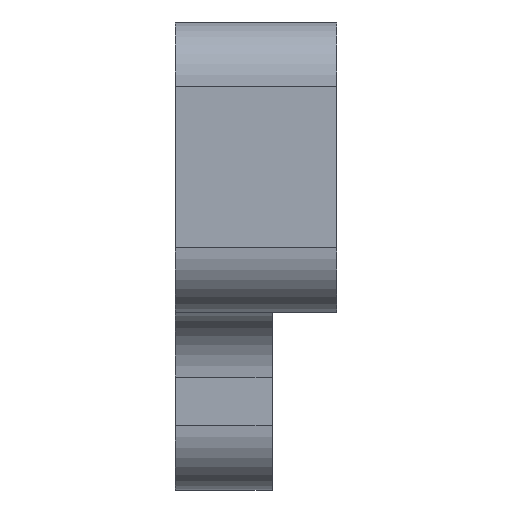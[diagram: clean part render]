
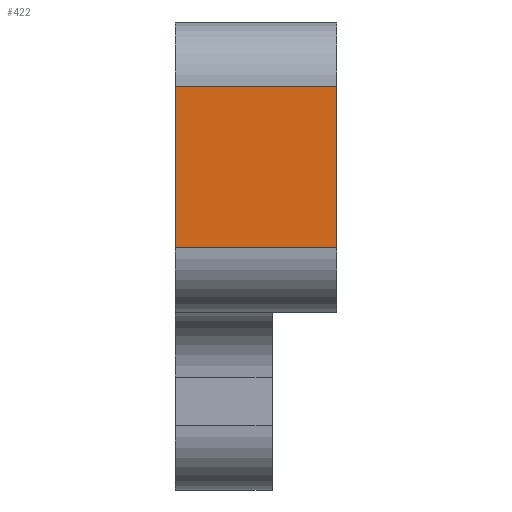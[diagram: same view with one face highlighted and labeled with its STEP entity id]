
A CAD part, front view. The second image highlights one B-rep face of the part: STEP entity #422.
In plain terms, the highlighted planar face has unit normal (0, -1, 0).
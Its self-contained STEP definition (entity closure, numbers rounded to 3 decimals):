
#25=PLANE('',#477);
#46=FACE_OUTER_BOUND('',#69,.T.);
#69=EDGE_LOOP('',(#361,#362,#363,#364));
#93=LINE('',#665,#133);
#109=LINE('',#718,#149);
#110=LINE('',#721,#150);
#111=LINE('',#722,#151);
#133=VECTOR('',#531,10.);
#149=VECTOR('',#591,10.);
#150=VECTOR('',#594,10.);
#151=VECTOR('',#595,10.);
#196=VERTEX_POINT('',#662);
#197=VERTEX_POINT('',#664);
#212=VERTEX_POINT('',#716);
#213=VERTEX_POINT('',#720);
#240=EDGE_CURVE('',#197,#196,#93,.T.);
#268=EDGE_CURVE('',#197,#212,#109,.T.);
#269=EDGE_CURVE('',#213,#196,#110,.T.);
#270=EDGE_CURVE('',#212,#213,#111,.T.);
#361=ORIENTED_EDGE('',*,*,#268,.F.);
#362=ORIENTED_EDGE('',*,*,#240,.T.);
#363=ORIENTED_EDGE('',*,*,#269,.F.);
#364=ORIENTED_EDGE('',*,*,#270,.F.);
#422=ADVANCED_FACE('',(#46),#25,.T.);
#477=AXIS2_PLACEMENT_3D('',#719,#592,#593);
#531=DIRECTION('',(0.,0.,1.));
#591=DIRECTION('',(-1.,0.,0.));
#592=DIRECTION('center_axis',(0.,-1.,0.));
#593=DIRECTION('ref_axis',(0.,0.,1.));
#594=DIRECTION('',(1.,0.,0.));
#595=DIRECTION('',(0.,0.,1.));
#662=CARTESIAN_POINT('',(-28.5,-278.854,-212.));
#664=CARTESIAN_POINT('',(-28.5,-278.854,-217.));
#665=CARTESIAN_POINT('',(-28.5,-278.854,-219.));
#716=CARTESIAN_POINT('',(-33.5,-278.854,-217.));
#718=CARTESIAN_POINT('',(-28.5,-278.854,-217.));
#719=CARTESIAN_POINT('Origin',(-28.5,-278.854,-219.));
#720=CARTESIAN_POINT('',(-33.5,-278.854,-212.));
#721=CARTESIAN_POINT('',(-28.5,-278.854,-212.));
#722=CARTESIAN_POINT('',(-33.5,-278.854,-219.));
